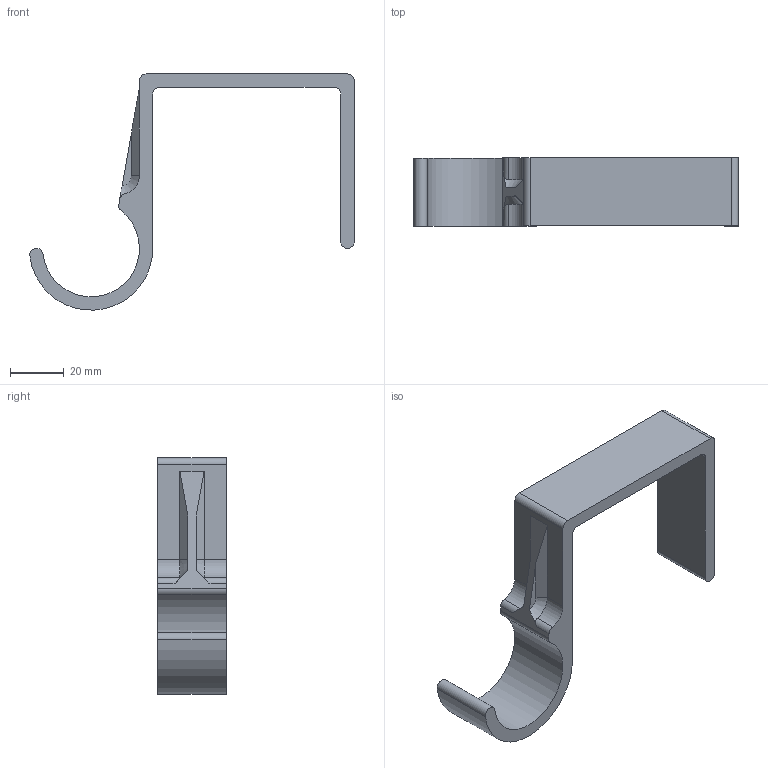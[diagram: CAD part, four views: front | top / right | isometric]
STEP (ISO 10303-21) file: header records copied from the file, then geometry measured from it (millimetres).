
FILE_DESCRIPTION(/* description */ (''),/* implementation_level */ '2;1');
FILE_NAME(/* name */ 'Clip.stp',/* time_stamp */ '2025-09-10T20:50:05-04:00',/* author */ ('JoshuaEah'),/* organization */ (''),/* preprocessor_version */ 'ST-DEVELOPER v20.1',/* originating_system */ 'Autodesk Inventor 2026',/* authorisation */ '');
FILE_SCHEMA (('AUTOMOTIVE_DESIGN { 1 0 10303 214 3 1 1 }'));
Length unit declared in the file: inch
Products named in the file (1): Clip
Bounding box: 120.84 x 25.4 x 87.96 mm (x, y, z)
Volume: 36303.3 mm3; surface area: 16552.6 mm2
Topology: 1 solids, 1 shells, 28 faces, 78 edges, 52 vertices
Faces by surface type: cylinder 13, plane 13, cone 2
Entity records: 963 total; most frequent: CARTESIAN_POINT 185, ORIENTED_EDGE 156, DIRECTION 156, EDGE_CURVE 78, AXIS2_PLACEMENT_3D 55, VERTEX_POINT 52, LINE 46, VECTOR 46
